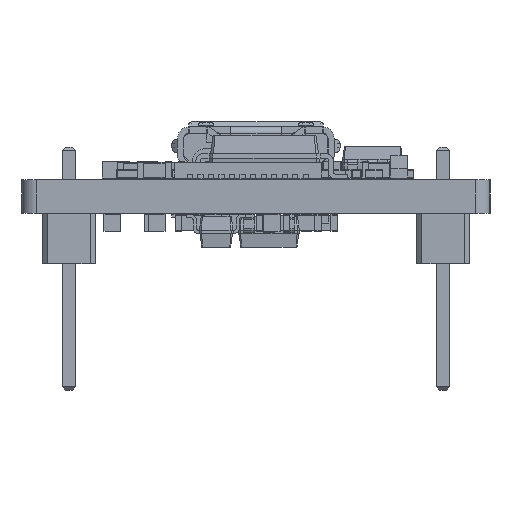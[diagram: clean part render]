
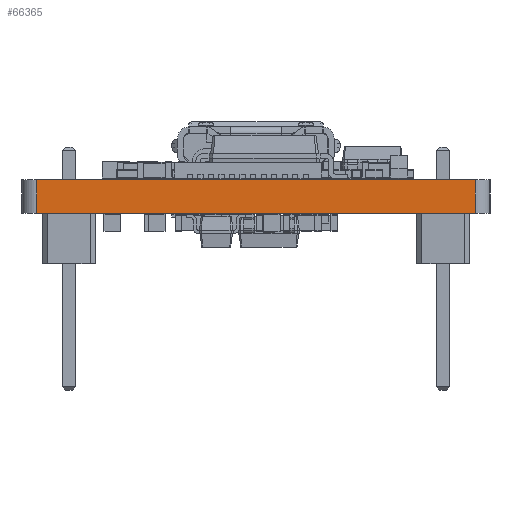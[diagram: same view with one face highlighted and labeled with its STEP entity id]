
A CAD part, left-side view. The second image highlights one B-rep face of the part: STEP entity #66365.
In plain terms, the highlighted planar face has unit normal (-1, 0, 0).
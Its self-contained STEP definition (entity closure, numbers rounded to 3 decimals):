
#64694 = VERTEX_POINT('',#64695);
#64695 = CARTESIAN_POINT('',(0.,21.52,0.));
#64702 = EDGE_CURVE('',#64703,#64694,#64705,.T.);
#64703 = VERTEX_POINT('',#64704);
#64704 = CARTESIAN_POINT('',(0.,0.7,0.));
#64705 = LINE('',#64706,#64707);
#64706 = CARTESIAN_POINT('',(0.,0.7,0.));
#64707 = VECTOR('',#64708,1.);
#64708 = DIRECTION('',(0.,1.,0.));
#65516 = VERTEX_POINT('',#65517);
#65517 = CARTESIAN_POINT('',(0.,21.52,1.6));
#65524 = EDGE_CURVE('',#65525,#65516,#65527,.T.);
#65525 = VERTEX_POINT('',#65526);
#65526 = CARTESIAN_POINT('',(0.,0.7,1.6));
#65527 = LINE('',#65528,#65529);
#65528 = CARTESIAN_POINT('',(0.,0.7,1.6));
#65529 = VECTOR('',#65530,1.);
#65530 = DIRECTION('',(0.,1.,0.));
#66335 = EDGE_CURVE('',#64694,#65516,#66336,.T.);
#66336 = LINE('',#66337,#66338);
#66337 = CARTESIAN_POINT('',(0.,21.52,0.));
#66338 = VECTOR('',#66339,1.);
#66339 = DIRECTION('',(0.,0.,1.));
#66365 = ADVANCED_FACE('',(#66366),#66377,.T.);
#66366 = FACE_BOUND('',#66367,.T.);
#66367 = EDGE_LOOP('',(#66368,#66374,#66375,#66376));
#66368 = ORIENTED_EDGE('',*,*,#66369,.T.);
#66369 = EDGE_CURVE('',#64703,#65525,#66370,.T.);
#66370 = LINE('',#66371,#66372);
#66371 = CARTESIAN_POINT('',(0.,0.7,0.));
#66372 = VECTOR('',#66373,1.);
#66373 = DIRECTION('',(0.,0.,1.));
#66374 = ORIENTED_EDGE('',*,*,#65524,.T.);
#66375 = ORIENTED_EDGE('',*,*,#66335,.F.);
#66376 = ORIENTED_EDGE('',*,*,#64702,.F.);
#66377 = PLANE('',#66378);
#66378 = AXIS2_PLACEMENT_3D('',#66379,#66380,#66381);
#66379 = CARTESIAN_POINT('',(0.,0.7,0.));
#66380 = DIRECTION('',(-1.,0.,0.));
#66381 = DIRECTION('',(0.,1.,0.));
